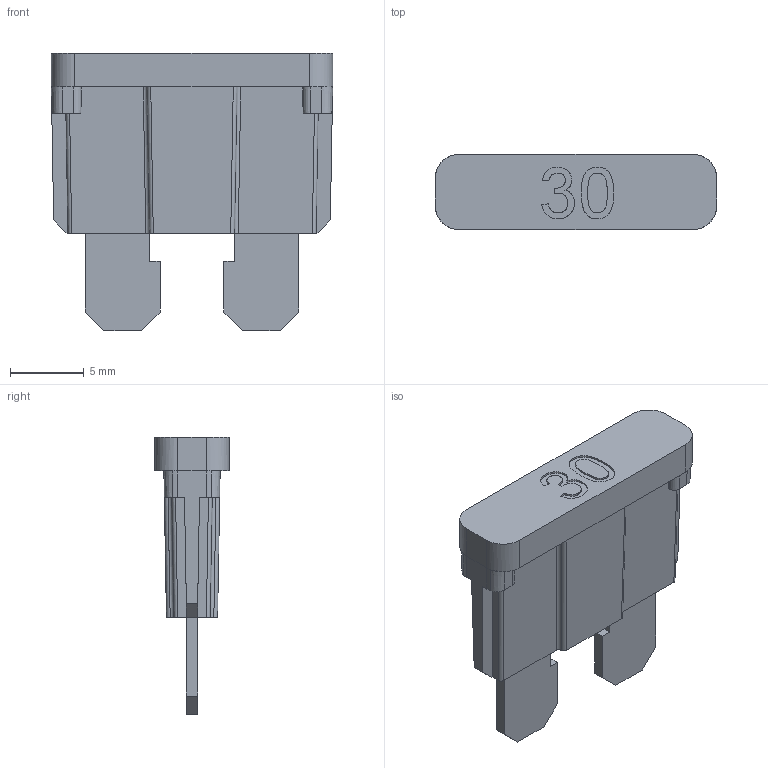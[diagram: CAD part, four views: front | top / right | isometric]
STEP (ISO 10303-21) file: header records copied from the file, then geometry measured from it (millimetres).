
FILE_DESCRIPTION (( 'STEP AP214' ), '1' );
FILE_NAME ('BLDEFAU032211944687.step', '2006-03-22T16:09:06', ( 'SysAdmin' ), ( 'Solidworks Corporation' ), 'SwSTEP 2.0', 'SolidWorks 2006032', '' );
FILE_SCHEMA (( 'AUTOMOTIVE_DESIGN' ));
Length unit declared in the file: inch
Products named in the file (1): BLDEFAU032211944687
Bounding box: 19.05 x 5.08 x 18.8 mm (x, y, z)
Volume: 790.2 mm3; surface area: 866.8 mm2
Topology: 1 solids, 1 shells, 118 faces, 321 edges, 210 vertices
Faces by surface type: plane 66, bspline 24, cylinder 16, cone 12
Entity records: 6759 total; most frequent: CARTESIAN_POINT 3038, ORIENTED_EDGE 642, DIRECTION 471, EDGE_CURVE 321, VECTOR 217, LINE 217, VERTEX_POINT 210, AXIS2_PLACEMENT_3D 127
